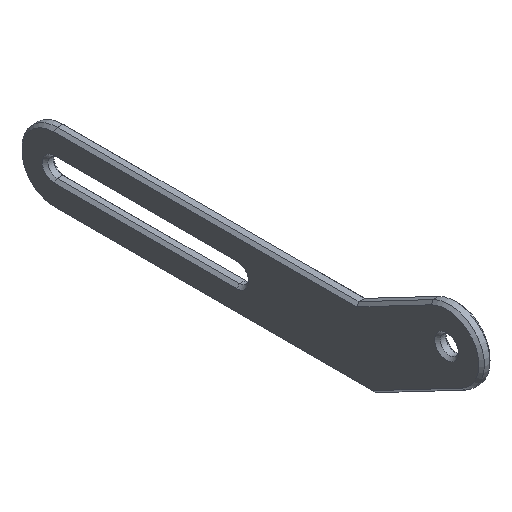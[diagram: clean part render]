
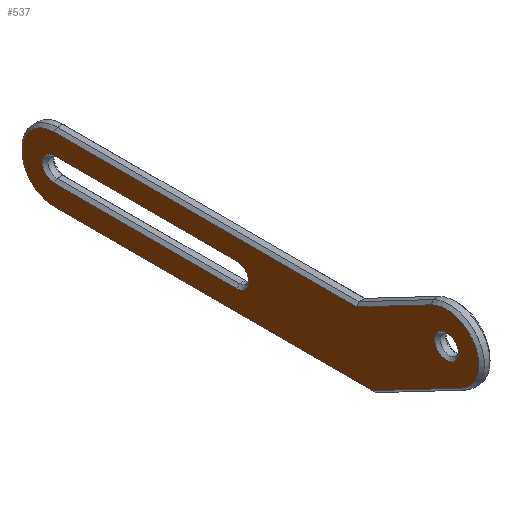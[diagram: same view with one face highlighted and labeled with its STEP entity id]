
A CAD part, isometric view. The second image highlights one B-rep face of the part: STEP entity #537.
In plain terms, the highlighted planar face has unit normal (-1, 0, 0).
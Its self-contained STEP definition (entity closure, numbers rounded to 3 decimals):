
#39=LINE('',#818,#93);
#40=LINE('',#820,#94);
#41=LINE('',#824,#95);
#42=LINE('',#826,#96);
#43=LINE('',#827,#97);
#44=LINE('',#832,#98);
#93=VECTOR('',#651,1000.);
#94=VECTOR('',#652,1000.);
#95=VECTOR('',#655,1000.);
#96=VECTOR('',#656,1000.);
#97=VECTOR('',#657,1000.);
#98=VECTOR('',#660,1000.);
#147=ORIENTED_EDGE('',*,*,#295,.T.);
#148=ORIENTED_EDGE('',*,*,#296,.T.);
#149=ORIENTED_EDGE('',*,*,#297,.T.);
#150=ORIENTED_EDGE('',*,*,#298,.T.);
#151=ORIENTED_EDGE('',*,*,#299,.T.);
#152=ORIENTED_EDGE('',*,*,#300,.T.);
#153=ORIENTED_EDGE('',*,*,#301,.T.);
#154=ORIENTED_EDGE('',*,*,#302,.T.);
#155=ORIENTED_EDGE('',*,*,#303,.T.);
#156=ORIENTED_EDGE('',*,*,#304,.T.);
#157=ORIENTED_EDGE('',*,*,#305,.T.);
#295=EDGE_CURVE('',#369,#369,#413,.F.);
#296=EDGE_CURVE('',#370,#371,#414,.T.);
#297=EDGE_CURVE('',#371,#372,#39,.T.);
#298=EDGE_CURVE('',#372,#373,#40,.T.);
#299=EDGE_CURVE('',#373,#374,#415,.T.);
#300=EDGE_CURVE('',#374,#375,#41,.T.);
#301=EDGE_CURVE('',#375,#370,#42,.T.);
#302=EDGE_CURVE('',#376,#377,#43,.T.);
#303=EDGE_CURVE('',#377,#378,#416,.F.);
#304=EDGE_CURVE('',#378,#379,#44,.T.);
#305=EDGE_CURVE('',#379,#376,#417,.F.);
#369=VERTEX_POINT('',#814);
#370=VERTEX_POINT('',#816);
#371=VERTEX_POINT('',#817);
#372=VERTEX_POINT('',#819);
#373=VERTEX_POINT('',#821);
#374=VERTEX_POINT('',#823);
#375=VERTEX_POINT('',#825);
#376=VERTEX_POINT('',#828);
#377=VERTEX_POINT('',#829);
#378=VERTEX_POINT('',#831);
#379=VERTEX_POINT('',#833);
#413=CIRCLE('',#588,4.25);
#414=CIRCLE('',#589,11.5);
#415=CIRCLE('',#590,11.5);
#416=CIRCLE('',#591,4.25);
#417=CIRCLE('',#592,4.25);
#433=EDGE_LOOP('',(#147));
#434=EDGE_LOOP('',(#148,#149,#150,#151,#152,#153));
#435=EDGE_LOOP('',(#154,#155,#156,#157));
#475=FACE_BOUND('',#433,.T.);
#476=FACE_BOUND('',#434,.T.);
#477=FACE_BOUND('',#435,.T.);
#517=PLANE('',#587);
#537=ADVANCED_FACE('',(#475,#476,#477),#517,.T.);
#587=AXIS2_PLACEMENT_3D('',#812,#645,#646);
#588=AXIS2_PLACEMENT_3D('',#813,#647,#648);
#589=AXIS2_PLACEMENT_3D('',#815,#649,#650);
#590=AXIS2_PLACEMENT_3D('',#822,#653,#654);
#591=AXIS2_PLACEMENT_3D('',#830,#658,#659);
#592=AXIS2_PLACEMENT_3D('',#834,#661,#662);
#645=DIRECTION('',(-1.,0.,0.));
#646=DIRECTION('',(0.,-1.,0.));
#647=DIRECTION('',(-1.,0.,0.));
#648=DIRECTION('',(0.,-1.,0.));
#649=DIRECTION('',(-1.,0.,0.));
#650=DIRECTION('',(0.,-1.,0.));
#651=DIRECTION('',(0.,-1.,0.));
#652=DIRECTION('',(0.,-0.886,0.464));
#653=DIRECTION('',(-1.,0.,0.));
#654=DIRECTION('',(0.,-1.,0.));
#655=DIRECTION('',(0.,0.886,-0.464));
#656=DIRECTION('',(0.,1.,0.));
#657=DIRECTION('',(0.,-1.,0.));
#658=DIRECTION('',(-1.,0.,0.));
#659=DIRECTION('',(0.,-1.,0.));
#660=DIRECTION('',(0.,1.,0.));
#661=DIRECTION('',(-1.,0.,0.));
#662=DIRECTION('',(0.,-1.,0.));
#812=CARTESIAN_POINT('',(44.371,-1.135,-28.5));
#813=CARTESIAN_POINT('',(44.371,-130.883,-13.25));
#814=CARTESIAN_POINT('',(44.371,-135.133,-13.25));
#815=CARTESIAN_POINT('',(44.371,8.865,-28.5));
#816=CARTESIAN_POINT('',(44.371,8.865,-17.));
#817=CARTESIAN_POINT('',(44.371,8.865,-40.));
#818=CARTESIAN_POINT('',(44.371,-1.135,-40.));
#819=CARTESIAN_POINT('',(44.371,-104.609,-40.));
#820=CARTESIAN_POINT('',(44.371,-28.152,-80.062));
#821=CARTESIAN_POINT('',(44.371,-136.22,-23.436));
#822=CARTESIAN_POINT('',(44.371,-130.883,-13.25));
#823=CARTESIAN_POINT('',(44.371,-125.546,-3.064));
#824=CARTESIAN_POINT('',(44.371,-17.477,-59.689));
#825=CARTESIAN_POINT('',(44.371,-98.948,-17.));
#826=CARTESIAN_POINT('',(44.371,-1.135,-17.));
#827=CARTESIAN_POINT('',(44.371,-1.135,-24.25));
#828=CARTESIAN_POINT('',(44.371,8.865,-24.25));
#829=CARTESIAN_POINT('',(44.371,-56.135,-24.25));
#830=CARTESIAN_POINT('',(44.371,-56.135,-28.5));
#831=CARTESIAN_POINT('',(44.371,-56.135,-32.75));
#832=CARTESIAN_POINT('',(44.371,-1.135,-32.75));
#833=CARTESIAN_POINT('',(44.371,8.865,-32.75));
#834=CARTESIAN_POINT('',(44.371,8.865,-28.5));
